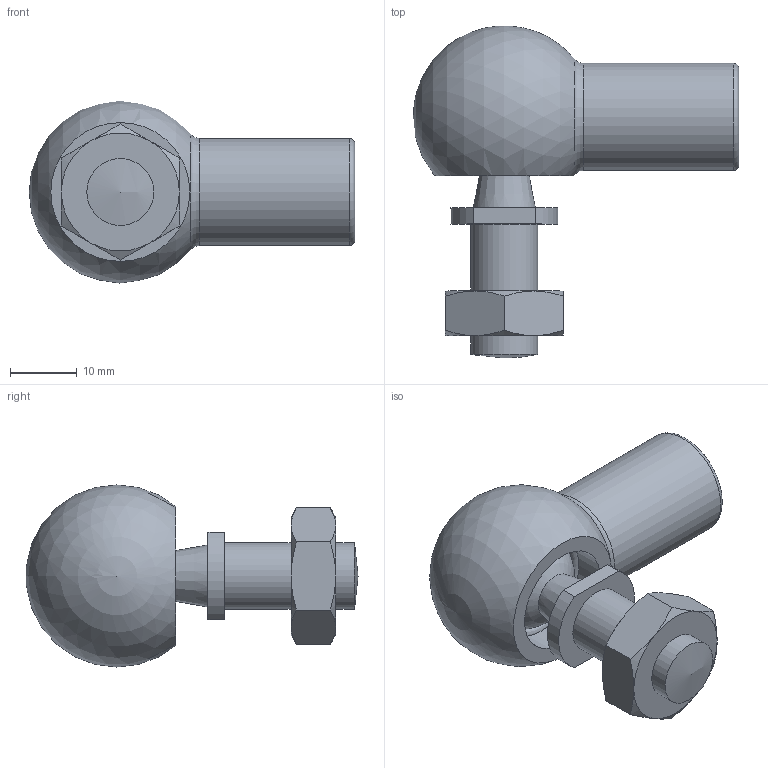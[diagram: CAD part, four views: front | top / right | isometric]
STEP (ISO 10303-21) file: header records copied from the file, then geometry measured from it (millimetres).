
FILE_DESCRIPTION( ( 'STEP AP214' ), '1' );
FILE_NAME( 'K0734.1610_0_C.stp', '2020-12-09T14:50:41', ( '' ), ( '' ), ' ', 'PARTsolutions', ' ' );
FILE_SCHEMA( ( 'AUTOMOTIVE_DESIGN { 1 0 10303 214 1 1 1 1 }' ) );
Length unit declared in the file: millimetre
Products named in the file (1): _K0734.1610_0_C
Bounding box: 48.6 x 49.58 x 27.2 mm (x, y, z)
Volume: 16009.4 mm3; surface area: 6241.7 mm2
Topology: 1 solids, 3 shells, 47 faces, 104 edges, 64 vertices
Faces by surface type: cone 15, plane 15, cylinder 8, sphere 5, torus 4
Full cylindrical faces by diameter (mm): 8.376 x1, 10 x2, 16 x3
Entity records: 1594 total; most frequent: CARTESIAN_POINT 316, DIRECTION 184, ORIENTED_EDGE 150, AXIS2_PLACEMENT_3D 85, EDGE_CURVE 75, EDGE_LOOP 68, FACE_OUTER_BOUND 59, VERTEX_POINT 57
